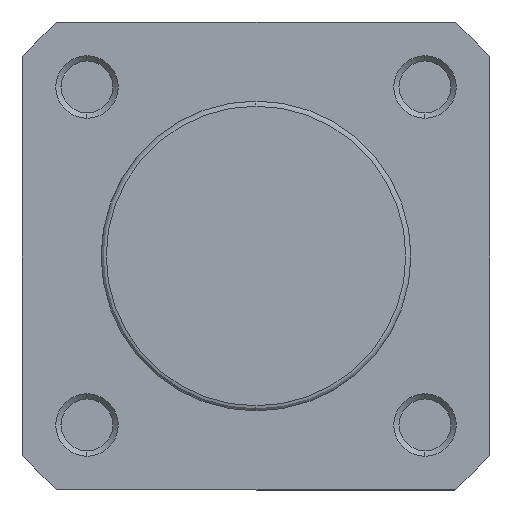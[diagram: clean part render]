
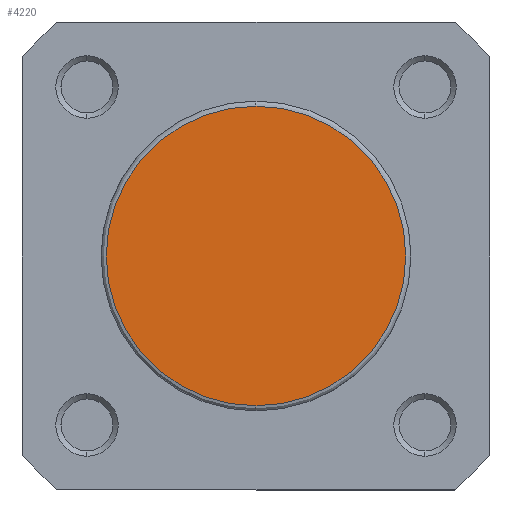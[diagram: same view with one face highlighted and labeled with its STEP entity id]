
A CAD part, left-side view. The second image highlights one B-rep face of the part: STEP entity #4220.
In plain terms, the highlighted planar face has unit normal (-1, 0, 0).
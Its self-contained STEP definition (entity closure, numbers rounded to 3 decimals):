
#173 = AXIS2_PLACEMENT_3D ( 'NONE', #1946, #1948, #1949 ) ;
#383 = EDGE_CURVE ( 'NONE', #5548, #5529, #654, .T. ) ;
#386 = EDGE_CURVE ( 'NONE', #5529, #5548, #644, .T. ) ;
#465 = AXIS2_PLACEMENT_3D ( 'NONE', #5124, #5266, #4954 ) ;
#466 = AXIS2_PLACEMENT_3D ( 'NONE', #5260, #5302, #5298 ) ;
#644 = CIRCLE ( 'NONE', #466, 14.4 ) ;
#654 = CIRCLE ( 'NONE', #465, 14.4 ) ;
#768 = EDGE_LOOP ( 'NONE', ( #2148, #2147 ) ) ;
#1946 = CARTESIAN_POINT ( 'NONE',  ( 0., -14.9, 0. ) ) ;
#1947 = PLANE ( 'NONE',  #173 ) ;
#1948 = DIRECTION ( 'NONE',  ( -1., 0., 0. ) ) ;
#1949 = DIRECTION ( 'NONE',  ( 0., 0., 1. ) ) ;
#2147 = ORIENTED_EDGE ( 'NONE', *, *, #383, .T. ) ;
#2148 = ORIENTED_EDGE ( 'NONE', *, *, #386, .T. ) ;
#3574 = FACE_OUTER_BOUND ( 'NONE', #768, .T. ) ;
#4220 = ADVANCED_FACE ( 'NONE', ( #3574 ), #1947, .T. ) ;
#4827 = CARTESIAN_POINT ( 'NONE',  ( 0., 0., 14.4 ) ) ;
#4828 = CARTESIAN_POINT ( 'NONE',  ( 0., 0., -14.4 ) ) ;
#4954 = DIRECTION ( 'NONE',  ( 0., 0., 1. ) ) ;
#5124 = CARTESIAN_POINT ( 'NONE',  ( 0., 0., 0. ) ) ;
#5260 = CARTESIAN_POINT ( 'NONE',  ( 0., 0., 0. ) ) ;
#5266 = DIRECTION ( 'NONE',  ( -1., 0., 0. ) ) ;
#5298 = DIRECTION ( 'NONE',  ( 0., 0., 1. ) ) ;
#5302 = DIRECTION ( 'NONE',  ( -1., 0., 0. ) ) ;
#5529 = VERTEX_POINT ( 'NONE', #4827 ) ;
#5548 = VERTEX_POINT ( 'NONE', #4828 ) ;
